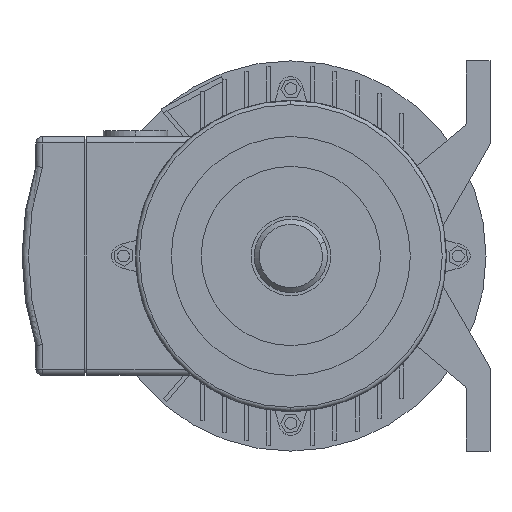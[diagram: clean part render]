
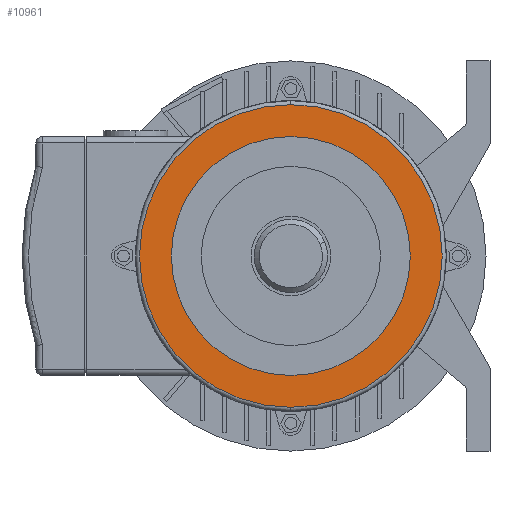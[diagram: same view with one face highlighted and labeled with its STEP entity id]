
A CAD part, left-side view. The second image highlights one B-rep face of the part: STEP entity #10961.
In plain terms, the highlighted planar face has unit normal (-1, 0, 0).
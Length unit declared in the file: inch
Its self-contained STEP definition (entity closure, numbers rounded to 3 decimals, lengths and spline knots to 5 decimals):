
#137 = CIRCLE ( 'NONE', #11390, 2.3622 ) ;
#533 = DIRECTION ( 'NONE',  ( 0., 0., -1. ) ) ;
#1463 = CARTESIAN_POINT ( 'NONE',  ( 0.23622, 0., 0. ) ) ;
#1714 = CARTESIAN_POINT ( 'NONE',  ( 0.23622, 0., 2.3622 ) ) ;
#2485 = DIRECTION ( 'NONE',  ( 0., 0., 1. ) ) ;
#3322 = DIRECTION ( 'NONE',  ( -1., 0., 0. ) ) ;
#3751 = FACE_BOUND ( 'NONE', #4380, .T. ) ;
#4009 = VERTEX_POINT ( 'NONE', #12831 ) ;
#4380 = EDGE_LOOP ( 'NONE', ( #13962, #8131 ) ) ;
#4684 = DIRECTION ( 'NONE',  ( 1., 0., 0. ) ) ;
#4782 = DIRECTION ( 'NONE',  ( 0., 0., -1. ) ) ;
#5790 = EDGE_CURVE ( 'NONE', #4009, #17294, #16075, .T. ) ;
#6554 = DIRECTION ( 'NONE',  ( -1., 0., 0. ) ) ;
#6693 = CARTESIAN_POINT ( 'NONE',  ( 0.23622, 2.3622, 0. ) ) ;
#8005 = EDGE_CURVE ( 'NONE', #11924, #8311, #137, .T. ) ;
#8131 = ORIENTED_EDGE ( 'NONE', *, *, #16842, .F. ) ;
#8299 = CIRCLE ( 'NONE', #8842, 2.99213 ) ;
#8311 = VERTEX_POINT ( 'NONE', #10689 ) ;
#8312 = DIRECTION ( 'NONE',  ( 0., 0., 1. ) ) ;
#8744 = ORIENTED_EDGE ( 'NONE', *, *, #5790, .T. ) ;
#8842 = AXIS2_PLACEMENT_3D ( 'NONE', #1463, #15248, #11692 ) ;
#9304 = FACE_OUTER_BOUND ( 'NONE', #14884, .T. ) ;
#10351 = CARTESIAN_POINT ( 'NONE',  ( 0.23622, 0., 0. ) ) ;
#10569 = EDGE_CURVE ( 'NONE', #17294, #4009, #8299, .T. ) ;
#10689 = CARTESIAN_POINT ( 'NONE',  ( 0.23622, 0., -2.3622 ) ) ;
#10859 = CARTESIAN_POINT ( 'NONE',  ( 0.23622, 0., -2.99213 ) ) ;
#10961 = ADVANCED_FACE ( 'NONE', ( #9304, #3751 ), #13386, .F. ) ;
#10998 = ORIENTED_EDGE ( 'NONE', *, *, #10569, .T. ) ;
#11390 = AXIS2_PLACEMENT_3D ( 'NONE', #17021, #6554, #8312 ) ;
#11692 = DIRECTION ( 'NONE',  ( 0., 0., -1. ) ) ;
#11924 = VERTEX_POINT ( 'NONE', #1714 ) ;
#12103 = CIRCLE ( 'NONE', #14811, 2.3622 ) ;
#12593 = AXIS2_PLACEMENT_3D ( 'NONE', #12944, #3322, #4782 ) ;
#12831 = CARTESIAN_POINT ( 'NONE',  ( 0.23622, 0., 2.99213 ) ) ;
#12944 = CARTESIAN_POINT ( 'NONE',  ( 0.23622, 0., 0. ) ) ;
#13386 = PLANE ( 'NONE',  #14336 ) ;
#13962 = ORIENTED_EDGE ( 'NONE', *, *, #8005, .F. ) ;
#14166 = DIRECTION ( 'NONE',  ( -1., 0., 0. ) ) ;
#14336 = AXIS2_PLACEMENT_3D ( 'NONE', #6693, #4684, #533 ) ;
#14811 = AXIS2_PLACEMENT_3D ( 'NONE', #10351, #14166, #2485 ) ;
#14884 = EDGE_LOOP ( 'NONE', ( #10998, #8744 ) ) ;
#15248 = DIRECTION ( 'NONE',  ( -1., 0., 0. ) ) ;
#16075 = CIRCLE ( 'NONE', #12593, 2.99213 ) ;
#16842 = EDGE_CURVE ( 'NONE', #8311, #11924, #12103, .T. ) ;
#17021 = CARTESIAN_POINT ( 'NONE',  ( 0.23622, 0., 0. ) ) ;
#17294 = VERTEX_POINT ( 'NONE', #10859 ) ;
